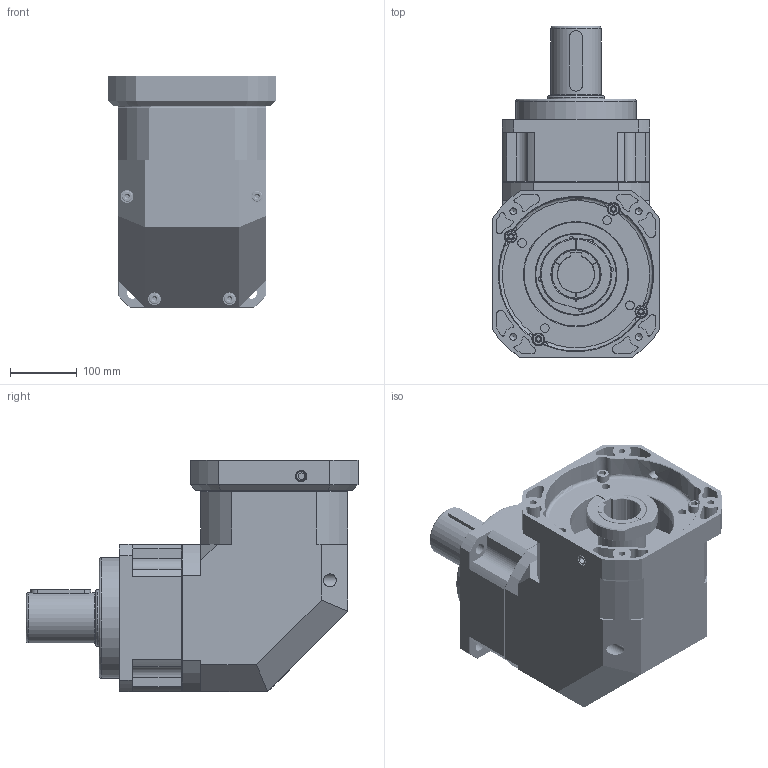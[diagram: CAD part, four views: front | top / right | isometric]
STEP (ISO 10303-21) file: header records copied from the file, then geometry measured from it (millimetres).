
FILE_DESCRIPTION((''),'2;1');
FILE_NAME('KSBL-220-1.stp','2017-05-17T11:44:18',('Young'),(''),'Autodesk Inventor 2012','Autodesk Inventor 2012','');
FILE_SCHEMA(('AUTOMOTIVE_DESIGN { 1 0 10303 214 1 1 1 1 }'));
Length unit declared in the file: millimetre
Products named in the file (3): 조립품6; KSBL-220-1; BS 4168 : 부품 1 6각 소켓 머리 캡 나사 - 미터 M10 x 40
Assembly tree (2 placements, depth 2):
  조립품6
    KSBL-220-1
    BS 4168 : 부품 1 6각 소켓 머리 캡 나사 - 미터 M10 x 40
Bounding box: 250 x 495.6 x 345 mm (x, y, z)
Volume: 11368392.1 mm3; surface area: 1185325.2 mm2
Topology: 21 solids, 21 shells, 982 faces, 2974 edges, 2073 vertices
Faces by surface type: cylinder 432, plane 375, cone 102, bspline 51, torus 22
Full cylindrical faces by diameter (mm): 7 x4, 8.6 x1, 10 x205, 10.2 x12, 11 x1, 12 x4, 13 x12, 14 x1, 14.275 x2, 14.5 x2, 16 x6, 17 x4, 18 x4, 19 x4, 60 x1, 66 x1, 70 x1, 72 x1, 72.2 x1, 74.8 x1, 75 x1, 84.8 x1, 85 x1, 88 x1, 90 x3, 104.992 x1, 115 x2, 142 x2, 155 x1, 179.34 x1
Entity records: 71564 total; most frequent: CARTESIAN_POINT 50428, ORIENTED_EDGE 5100, DIRECTION 3629, EDGE_CURVE 2550, VERTEX_POINT 2028, AXIS2_PLACEMENT_3D 1406, EDGE_LOOP 1054, VECTOR 817
